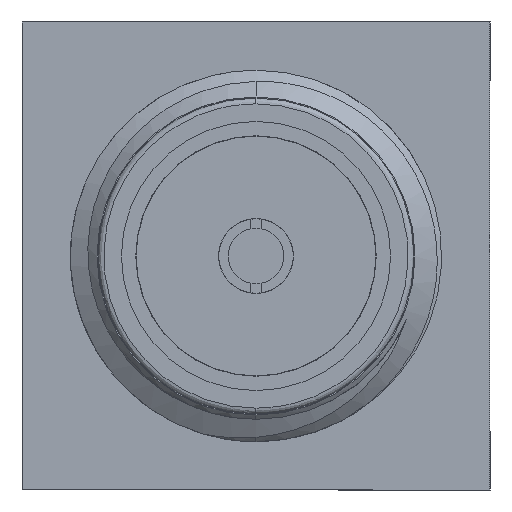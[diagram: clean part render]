
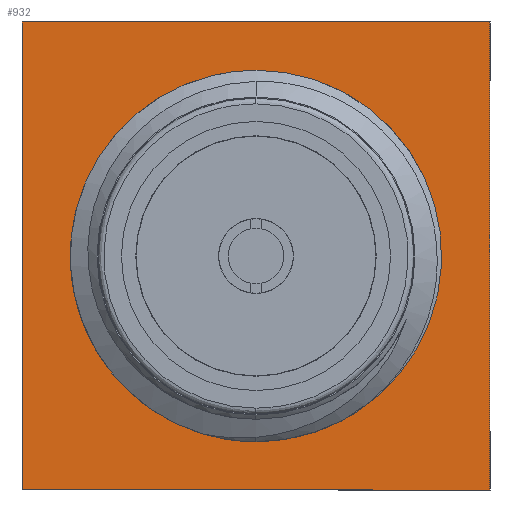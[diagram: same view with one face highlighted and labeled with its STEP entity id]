
A CAD part, left-side view. The second image highlights one B-rep face of the part: STEP entity #932.
In plain terms, the highlighted planar face has unit normal (-1, 0, 0).
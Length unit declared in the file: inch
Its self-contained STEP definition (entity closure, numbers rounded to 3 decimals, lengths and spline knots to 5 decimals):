
#17 = LINE ( 'NONE', #751, #3549 ) ;
#86 = FACE_BOUND ( 'NONE', #780, .T. ) ;
#117 = VERTEX_POINT ( 'NONE', #3630 ) ;
#140 = PLANE ( 'NONE',  #3363 ) ;
#162 = ORIENTED_EDGE ( 'NONE', *, *, #1131, .T. ) ;
#309 = LINE ( 'NONE', #1747, #1313 ) ;
#318 = VERTEX_POINT ( 'NONE', #484 ) ;
#331 = VERTEX_POINT ( 'NONE', #1202 ) ;
#386 = VERTEX_POINT ( 'NONE', #1225 ) ;
#410 = ORIENTED_EDGE ( 'NONE', *, *, #1573, .T. ) ;
#457 = DIRECTION ( 'NONE',  ( 0., 0., -1. ) ) ;
#484 = CARTESIAN_POINT ( 'NONE',  ( 0.31024, 0., 0.1063 ) ) ;
#565 = DIRECTION ( 'NONE',  ( 0., 0., -1. ) ) ;
#621 = DIRECTION ( 'NONE',  ( 1., 0., 0. ) ) ;
#633 = CIRCLE ( 'NONE', #2953, 0.1063 ) ;
#639 = VECTOR ( 'NONE', #3250, 39.37008 ) ;
#751 = CARTESIAN_POINT ( 'NONE',  ( 0.31024, -0.15748, 0.15748 ) ) ;
#780 = EDGE_LOOP ( 'NONE', ( #1432, #1953 ) ) ;
#789 = DIRECTION ( 'NONE',  ( 0., 0., 1. ) ) ;
#792 = CIRCLE ( 'NONE', #982, 0.1063 ) ;
#916 = DIRECTION ( 'NONE',  ( 0., 0., 1. ) ) ;
#932 = ADVANCED_FACE ( 'NONE', ( #86, #2430 ), #140, .T. ) ;
#982 = AXIS2_PLACEMENT_3D ( 'NONE', #1905, #621, #457 ) ;
#1119 = CARTESIAN_POINT ( 'NONE',  ( 0.31024, 0.15748, -0.15748 ) ) ;
#1131 = EDGE_CURVE ( 'NONE', #331, #1762, #309, .T. ) ;
#1147 = CARTESIAN_POINT ( 'NONE',  ( 0.31024, 0., 0. ) ) ;
#1202 = CARTESIAN_POINT ( 'NONE',  ( 0.31024, 0.15748, 0.15748 ) ) ;
#1216 = VECTOR ( 'NONE', #2155, 39.37008 ) ;
#1225 = CARTESIAN_POINT ( 'NONE',  ( 0.31024, -0.15748, 0.15748 ) ) ;
#1313 = VECTOR ( 'NONE', #2088, 39.37008 ) ;
#1432 = ORIENTED_EDGE ( 'NONE', *, *, #1586, .T. ) ;
#1573 = EDGE_CURVE ( 'NONE', #3500, #386, #17, .T. ) ;
#1586 = EDGE_CURVE ( 'NONE', #117, #318, #792, .T. ) ;
#1707 = DIRECTION ( 'NONE',  ( -1., 0., 0. ) ) ;
#1747 = CARTESIAN_POINT ( 'NONE',  ( 0.31024, 0.15748, 0.15748 ) ) ;
#1762 = VERTEX_POINT ( 'NONE', #1119 ) ;
#1905 = CARTESIAN_POINT ( 'NONE',  ( 0.31024, 0., 0. ) ) ;
#1919 = ORIENTED_EDGE ( 'NONE', *, *, #2793, .T. ) ;
#1946 = CARTESIAN_POINT ( 'NONE',  ( 0.31024, 0.15748, 0.15748 ) ) ;
#1953 = ORIENTED_EDGE ( 'NONE', *, *, #2213, .T. ) ;
#2010 = DIRECTION ( 'NONE',  ( 1., 0., 0. ) ) ;
#2084 = CARTESIAN_POINT ( 'NONE',  ( 0.31024, 0.15748, -0.15748 ) ) ;
#2088 = DIRECTION ( 'NONE',  ( 0., 0., -1. ) ) ;
#2155 = DIRECTION ( 'NONE',  ( 0., 1., 0. ) ) ;
#2213 = EDGE_CURVE ( 'NONE', #318, #117, #633, .T. ) ;
#2227 = CARTESIAN_POINT ( 'NONE',  ( 0.31024, -0.15748, -0.15748 ) ) ;
#2430 = FACE_OUTER_BOUND ( 'NONE', #3191, .T. ) ;
#2485 = CARTESIAN_POINT ( 'NONE',  ( 0.31024, 0., 0. ) ) ;
#2571 = LINE ( 'NONE', #2084, #639 ) ;
#2793 = EDGE_CURVE ( 'NONE', #1762, #3500, #2571, .T. ) ;
#2953 = AXIS2_PLACEMENT_3D ( 'NONE', #1147, #2010, #565 ) ;
#3017 = ORIENTED_EDGE ( 'NONE', *, *, #3475, .T. ) ;
#3191 = EDGE_LOOP ( 'NONE', ( #1919, #410, #3017, #162 ) ) ;
#3250 = DIRECTION ( 'NONE',  ( 0., -1., 0. ) ) ;
#3363 = AXIS2_PLACEMENT_3D ( 'NONE', #2485, #1707, #789 ) ;
#3399 = LINE ( 'NONE', #1946, #1216 ) ;
#3475 = EDGE_CURVE ( 'NONE', #386, #331, #3399, .T. ) ;
#3500 = VERTEX_POINT ( 'NONE', #2227 ) ;
#3549 = VECTOR ( 'NONE', #916, 39.37008 ) ;
#3630 = CARTESIAN_POINT ( 'NONE',  ( 0.31024, 0., -0.1063 ) ) ;
